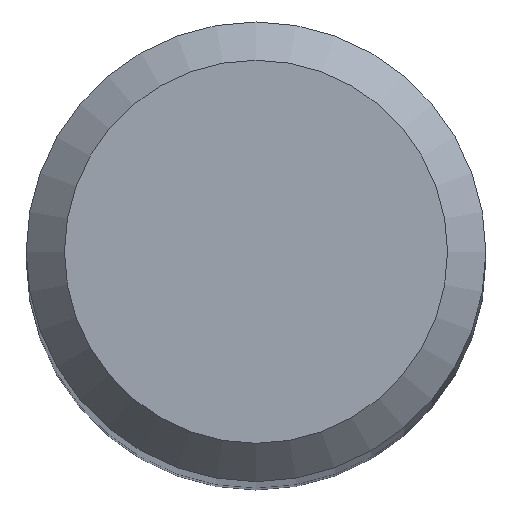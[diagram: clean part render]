
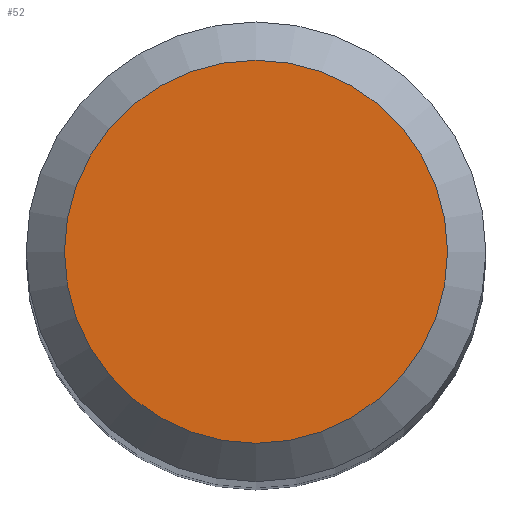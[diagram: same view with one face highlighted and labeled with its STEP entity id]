
A CAD part, top view. The second image highlights one B-rep face of the part: STEP entity #52.
In plain terms, the highlighted planar face has unit normal (0, 0, 1).
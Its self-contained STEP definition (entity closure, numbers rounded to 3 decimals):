
#1 = AXIS2_PLACEMENT_3D ( 'NONE', #17, #117, #78 ) ;
#17 = CARTESIAN_POINT ( 'NONE',  ( 0., 0., 63. ) ) ;
#30 = CARTESIAN_POINT ( 'NONE',  ( 0., 2.5, 63. ) ) ;
#52 = ADVANCED_FACE ( 'NONE', ( #171 ), #168, .F. ) ;
#55 = EDGE_LOOP ( 'NONE', ( #114 ) ) ;
#78 = DIRECTION ( 'NONE',  ( 0., 1., 0. ) ) ;
#80 = CARTESIAN_POINT ( 'NONE',  ( 0., 0., 63. ) ) ;
#87 = CIRCLE ( 'NONE', #1, 2.5 ) ;
#89 = EDGE_CURVE ( 'NONE', #195, #195, #87, .T. ) ;
#114 = ORIENTED_EDGE ( 'NONE', *, *, #89, .F. ) ;
#117 = DIRECTION ( 'NONE',  ( 0., 0., -1. ) ) ;
#151 = DIRECTION ( 'NONE',  ( 0., 1., 0. ) ) ;
#168 = PLANE ( 'NONE',  #181 ) ;
#171 = FACE_OUTER_BOUND ( 'NONE', #55, .T. ) ;
#181 = AXIS2_PLACEMENT_3D ( 'NONE', #80, #196, #151 ) ;
#195 = VERTEX_POINT ( 'NONE', #30 ) ;
#196 = DIRECTION ( 'NONE',  ( 0., 0., -1. ) ) ;
